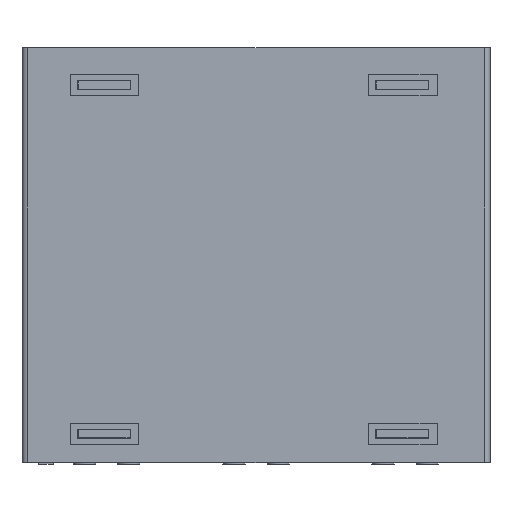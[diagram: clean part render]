
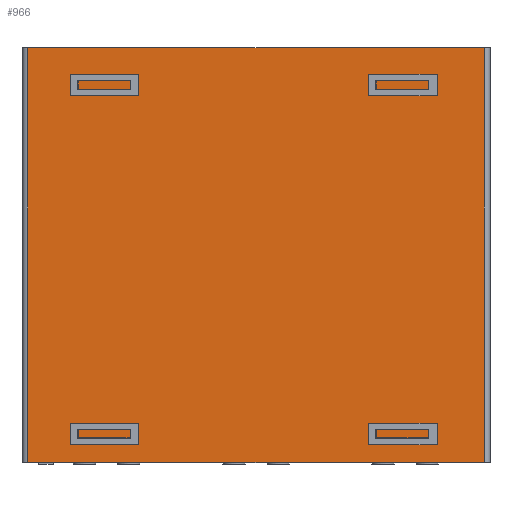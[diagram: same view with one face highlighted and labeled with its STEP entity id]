
A CAD part, top view. The second image highlights one B-rep face of the part: STEP entity #966.
In plain terms, the highlighted free-form (B-spline) face has degree [2, 1] with [3, 2] control points.
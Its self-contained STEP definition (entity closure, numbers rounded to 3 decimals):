
#30=(
BOUNDED_CURVE()
B_SPLINE_CURVE(1,(#6641,#6642),.UNSPECIFIED.,.F.,.F.)
B_SPLINE_CURVE_WITH_KNOTS((2,2),(0.,41.542),.UNSPECIFIED.)
CURVE()
GEOMETRIC_REPRESENTATION_ITEM()
RATIONAL_B_SPLINE_CURVE((1.,1.))
REPRESENTATION_ITEM('')
);
#32=(
BOUNDED_CURVE()
B_SPLINE_CURVE(2,(#6646,#6647,#6648),.UNSPECIFIED.,.F.,.F.)
B_SPLINE_CURVE_WITH_KNOTS((3,3),(-104.425,-58.676),
 .UNSPECIFIED.)
CURVE()
GEOMETRIC_REPRESENTATION_ITEM()
RATIONAL_B_SPLINE_CURVE((1.,1.,1.))
REPRESENTATION_ITEM('')
);
#33=(
BOUNDED_CURVE()
B_SPLINE_CURVE(1,(#6649,#6650),.UNSPECIFIED.,.F.,.F.)
B_SPLINE_CURVE_WITH_KNOTS((2,2),(0.,41.542),.UNSPECIFIED.)
CURVE()
GEOMETRIC_REPRESENTATION_ITEM()
RATIONAL_B_SPLINE_CURVE((1.,1.))
REPRESENTATION_ITEM('')
);
#34=(
BOUNDED_CURVE()
B_SPLINE_CURVE(2,(#6651,#6652,#6653),.UNSPECIFIED.,.F.,.F.)
B_SPLINE_CURVE_WITH_KNOTS((3,3),(-104.425,-58.676),
 .UNSPECIFIED.)
CURVE()
GEOMETRIC_REPRESENTATION_ITEM()
RATIONAL_B_SPLINE_CURVE((1.,1.,1.))
REPRESENTATION_ITEM('')
);
#607=(
BOUNDED_SURFACE()
B_SPLINE_SURFACE(2,1,((#6312,#6313),(#6314,#6315),(#6316,#6317)),
 .UNSPECIFIED.,.F.,.F.,.F.)
B_SPLINE_SURFACE_WITH_KNOTS((3,3),(2,2),(-104.425,-58.676),
(0.,41.542),.UNSPECIFIED.)
GEOMETRIC_REPRESENTATION_ITEM()
RATIONAL_B_SPLINE_SURFACE(((1.,1.),(1.,1.),(1.,1.)))
REPRESENTATION_ITEM('')
SURFACE()
);
#966=ADVANCED_FACE('',(#1343),#607,.T.);
#1343=FACE_OUTER_BOUND('',#1724,.T.);
#1724=EDGE_LOOP('',(#2304,#2305,#2306,#2307));
#2304=ORIENTED_EDGE('',*,*,#3845,.T.);
#2305=ORIENTED_EDGE('',*,*,#3846,.T.);
#2306=ORIENTED_EDGE('',*,*,#3847,.F.);
#2307=ORIENTED_EDGE('',*,*,#3843,.F.);
#3843=EDGE_CURVE('',#4872,#4873,#30,.T.);
#3845=EDGE_CURVE('',#4872,#4874,#32,.T.);
#3846=EDGE_CURVE('',#4874,#4875,#33,.T.);
#3847=EDGE_CURVE('',#4873,#4875,#34,.T.);
#4872=VERTEX_POINT('',#6546);
#4873=VERTEX_POINT('',#6547);
#4874=VERTEX_POINT('',#6548);
#4875=VERTEX_POINT('',#6549);
#6312=CARTESIAN_POINT('',(1.748,0.,15.507));
#6313=CARTESIAN_POINT('',(1.748,41.542,15.507));
#6314=CARTESIAN_POINT('',(24.623,0.,15.507));
#6315=CARTESIAN_POINT('',(24.623,41.542,15.507));
#6316=CARTESIAN_POINT('',(47.498,0.,15.507));
#6317=CARTESIAN_POINT('',(47.498,41.542,15.507));
#6546=CARTESIAN_POINT('',(1.748,0.,15.507));
#6547=CARTESIAN_POINT('',(1.748,41.542,15.507));
#6548=CARTESIAN_POINT('',(47.498,0.,15.507));
#6549=CARTESIAN_POINT('',(47.498,41.542,15.507));
#6641=CARTESIAN_POINT('',(1.748,0.,15.507));
#6642=CARTESIAN_POINT('',(1.748,41.542,15.507));
#6646=CARTESIAN_POINT('',(1.748,0.,15.507));
#6647=CARTESIAN_POINT('',(24.623,0.,15.507));
#6648=CARTESIAN_POINT('',(47.498,0.,15.507));
#6649=CARTESIAN_POINT('',(47.498,0.,15.507));
#6650=CARTESIAN_POINT('',(47.498,41.542,15.507));
#6651=CARTESIAN_POINT('',(1.748,41.542,15.507));
#6652=CARTESIAN_POINT('',(24.623,41.542,15.507));
#6653=CARTESIAN_POINT('',(47.498,41.542,15.507));
